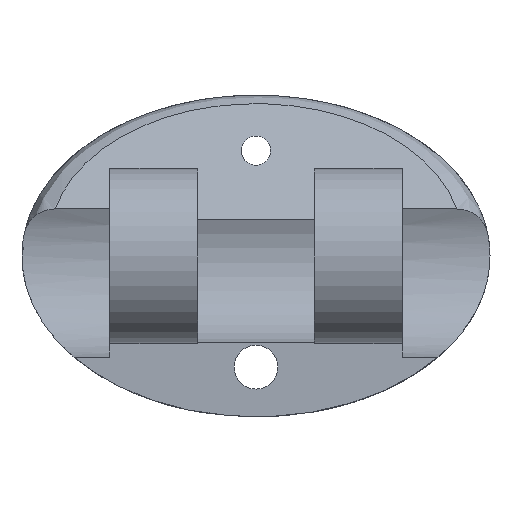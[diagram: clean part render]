
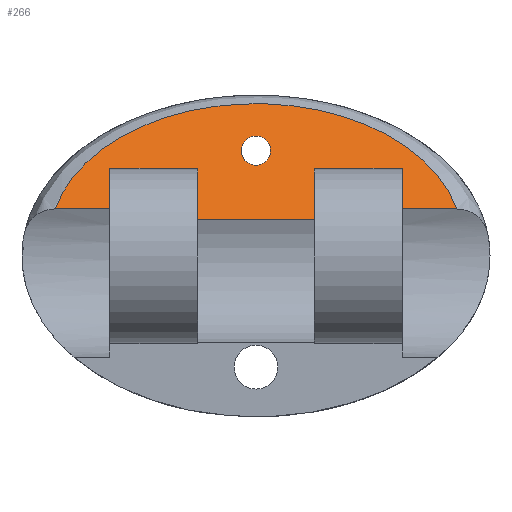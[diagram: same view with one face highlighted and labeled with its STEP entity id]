
A CAD part, front view. The second image highlights one B-rep face of the part: STEP entity #266.
In plain terms, the highlighted planar face has unit normal (0, -0.707, 0.707).
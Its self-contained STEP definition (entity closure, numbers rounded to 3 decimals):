
#7 = VERTEX_POINT ( 'NONE', #1807 ) ;
#27 = CARTESIAN_POINT ( 'NONE',  ( 1.908, 6.041, 5.041 ) ) ;
#35 = CARTESIAN_POINT ( 'NONE',  ( 6.14, 3.856, 2.856 ) ) ;
#51 = DIRECTION ( 'NONE',  ( 0., 0.707, 0.707 ) ) ;
#52 = VECTOR ( 'NONE', #1112, 1000. ) ;
#64 = CARTESIAN_POINT ( 'NONE',  ( 5., 2.234, 1.234 ) ) ;
#74 = VERTEX_POINT ( 'NONE', #1520 ) ;
#109 = VECTOR ( 'NONE', #1815, 1000. ) ;
#118 = CARTESIAN_POINT ( 'NONE',  ( -3.995, 5.394, 4.394 ) ) ;
#149 = CARTESIAN_POINT ( 'NONE',  ( -6.854, 2.608, 1.608 ) ) ;
#151 = ORIENTED_EDGE ( 'NONE', *, *, #1025, .T. ) ;
#157 = CARTESIAN_POINT ( 'NONE',  ( 6.767, 2.875, 1.875 ) ) ;
#168 = CARTESIAN_POINT ( 'NONE',  ( -1.894, 6.044, 5.044 ) ) ;
#184 = CARTESIAN_POINT ( 'NONE',  ( 0.388, 6.207, 5.207 ) ) ;
#190 = AXIS2_PLACEMENT_3D ( 'NONE', #1429, #288, #1866 ) ;
#208 = ORIENTED_EDGE ( 'NONE', *, *, #1691, .F. ) ;
#211 = CARTESIAN_POINT ( 'NONE',  ( 0., 4.1, 3.1 ) ) ;
#244 = DIRECTION ( 'NONE',  ( -1., 0., 0. ) ) ;
#253 = VECTOR ( 'NONE', #1521, 1000. ) ;
#263 = FACE_OUTER_BOUND ( 'NONE', #1701, .T. ) ;
#266 = ADVANCED_FACE ( 'NONE', ( #1572, #263 ), #862, .F. ) ;
#288 = DIRECTION ( 'NONE',  ( 0., 0.707, -0.707 ) ) ;
#309 = CARTESIAN_POINT ( 'NONE',  ( 6.329, 3.622, 2.622 ) ) ;
#314 = VECTOR ( 'NONE', #718, 1000. ) ;
#320 = CARTESIAN_POINT ( 'NONE',  ( 5.453, 4.513, 3.513 ) ) ;
#334 = CARTESIAN_POINT ( 'NONE',  ( -1., 5.1, 4.1 ) ) ;
#336 = CARTESIAN_POINT ( 'NONE',  ( -0.375, 6.207, 5.207 ) ) ;
#396 = EDGE_CURVE ( 'NONE', #956, #1410, #1016, .T. ) ;
#409 = EDGE_CURVE ( 'NONE', #7, #74, #460, .T. ) ;
#424 = CARTESIAN_POINT ( 'NONE',  ( -2., 2.234, 1.234 ) ) ;
#460 = LINE ( 'NONE', #1050, #1537 ) ;
#474 = CARTESIAN_POINT ( 'NONE',  ( 3.999, 5.386, 4.386 ) ) ;
#476 = VERTEX_POINT ( 'NONE', #1235 ) ;
#485 = CARTESIAN_POINT ( 'NONE',  ( 6.854, 2.608, 1.608 ) ) ;
#488 = VERTEX_POINT ( 'NONE', #1250 ) ;
#527 = LINE ( 'NONE', #1113, #109 ) ;
#530 = EDGE_CURVE ( 'NONE', #1410, #956, #1714, .T. ) ;
#544 = CARTESIAN_POINT ( 'NONE',  ( -4.614, 5.078, 4.078 ) ) ;
#586 = EDGE_CURVE ( 'NONE', #74, #1539, #527, .T. ) ;
#598 = CARTESIAN_POINT ( 'NONE',  ( 0.769, 6.187, 5.187 ) ) ;
#605 = CARTESIAN_POINT ( 'NONE',  ( -2.621, 5.881, 4.881 ) ) ;
#614 = CARTESIAN_POINT ( 'NONE',  ( 6.642, 3.132, 2.132 ) ) ;
#622 = EDGE_CURVE ( 'NONE', #1625, #1324, #1548, .T. ) ;
#637 = CARTESIAN_POINT ( 'NONE',  ( -3.667, 5.535, 4.535 ) ) ;
#642 = B_SPLINE_CURVE_WITH_KNOTS ( 'NONE', 3,
 ( #485, #157, #614, #309, #35, #744, #320, #900, #910, #1479, #474, #755, #1319, #1068, #1639, #27, #1631, #598, #184, #336, #1611, #1470, #168, #605, #1187, #637, #118, #544, #1216, #700, #1134, #1497, #1830, #1839, #1855, #1255 ),
 .UNSPECIFIED., .F., .F.,
 ( 4, 2, 2, 2, 2, 2, 2, 2, 2, 2, 2, 2, 2, 2, 2, 2, 2, 4 ),
 ( 0.002, 0.003, 0.005, 0.006, 0.007, 0.007, 0.008, 0.009, 0.01, 0.012, 0.013, 0.014, 0.015, 0.016, 0.017, 0.019, 0.02, 0.021 ),
 .UNSPECIFIED. ) ;
#669 = LINE ( 'NONE', #1405, #253 ) ;
#695 = CARTESIAN_POINT ( 'NONE',  ( 0., 4.1, 3.1 ) ) ;
#700 = CARTESIAN_POINT ( 'NONE',  ( -5.451, 4.514, 3.514 ) ) ;
#718 = DIRECTION ( 'NONE',  ( 1., 0., 0. ) ) ;
#742 = CARTESIAN_POINT ( 'NONE',  ( -1., 4.1, 3.1 ) ) ;
#744 = CARTESIAN_POINT ( 'NONE',  ( 5.699, 4.305, 3.305 ) ) ;
#755 = CARTESIAN_POINT ( 'NONE',  ( 3.67, 5.527, 4.527 ) ) ;
#816 = CARTESIAN_POINT ( 'NONE',  ( 1., 4.1, 3.1 ) ) ;
#828 = CARTESIAN_POINT ( 'NONE',  ( 1., 5.1, 4.1 ) ) ;
#858 = LINE ( 'NONE', #424, #314 ) ;
#861 = CARTESIAN_POINT ( 'NONE',  ( 2., 2.234, 1.234 ) ) ;
#862 = PLANE ( 'NONE',  #190 ) ;
#874 = EDGE_CURVE ( 'NONE', #476, #1539, #642, .T. ) ;
#894 = EDGE_CURVE ( 'NONE', #476, #488, #1402, .T. ) ;
#900 = CARTESIAN_POINT ( 'NONE',  ( 4.917, 4.896, 3.896 ) ) ;
#910 = CARTESIAN_POINT ( 'NONE',  ( 4.627, 5.071, 4.071 ) ) ;
#956 = VERTEX_POINT ( 'NONE', #975 ) ;
#975 = CARTESIAN_POINT ( 'NONE',  ( 0., 5.1, 4.1 ) ) ;
#1016 =( BOUNDED_CURVE ( )  B_SPLINE_CURVE ( 3, ( #1637, #334, #742, #1785 ),
 .UNSPECIFIED., .F., .F. ) 
 B_SPLINE_CURVE_WITH_KNOTS ( ( 4, 4 ),
 ( 3.142, 6.283 ),
 .UNSPECIFIED. ) 
 CURVE ( )  GEOMETRIC_REPRESENTATION_ITEM ( )  RATIONAL_B_SPLINE_CURVE ( ( 1., 0.333, 0.333, 1. ) ) 
 REPRESENTATION_ITEM ( '' )  );
#1025 = EDGE_CURVE ( 'NONE', #7, #1190, #1598, .T. ) ;
#1050 = CARTESIAN_POINT ( 'NONE',  ( -5., 1., 0. ) ) ;
#1068 = CARTESIAN_POINT ( 'NONE',  ( 2.992, 5.774, 4.774 ) ) ;
#1086 = CARTESIAN_POINT ( 'NONE',  ( 0., 5.1, 4.1 ) ) ;
#1104 = CARTESIAN_POINT ( 'NONE',  ( 5., 2.234, 1.234 ) ) ;
#1112 = DIRECTION ( 'NONE',  ( -1., 0., 0. ) ) ;
#1113 = CARTESIAN_POINT ( 'NONE',  ( -15., 2.608, 1.608 ) ) ;
#1134 = CARTESIAN_POINT ( 'NONE',  ( -5.697, 4.307, 3.307 ) ) ;
#1184 = EDGE_LOOP ( 'NONE', ( #1300, #1646 ) ) ;
#1187 = CARTESIAN_POINT ( 'NONE',  ( -2.976, 5.78, 4.78 ) ) ;
#1190 = VERTEX_POINT ( 'NONE', #1430 ) ;
#1197 = VECTOR ( 'NONE', #244, 1000. ) ;
#1203 = ORIENTED_EDGE ( 'NONE', *, *, #622, .F. ) ;
#1216 = CARTESIAN_POINT ( 'NONE',  ( -4.908, 4.902, 3.902 ) ) ;
#1235 = CARTESIAN_POINT ( 'NONE',  ( 6.854, 2.608, 1.608 ) ) ;
#1250 = CARTESIAN_POINT ( 'NONE',  ( 5., 2.608, 1.608 ) ) ;
#1255 = CARTESIAN_POINT ( 'NONE',  ( -6.854, 2.608, 1.608 ) ) ;
#1300 = ORIENTED_EDGE ( 'NONE', *, *, #530, .F. ) ;
#1302 = CARTESIAN_POINT ( 'NONE',  ( -5., 2.234, 1.234 ) ) ;
#1319 = CARTESIAN_POINT ( 'NONE',  ( 3.503, 5.593, 4.593 ) ) ;
#1324 = VERTEX_POINT ( 'NONE', #861 ) ;
#1402 = LINE ( 'NONE', #1797, #52 ) ;
#1405 = CARTESIAN_POINT ( 'NONE',  ( 5., 1., 0. ) ) ;
#1408 = VECTOR ( 'NONE', #1446, 1000. ) ;
#1410 = VERTEX_POINT ( 'NONE', #695 ) ;
#1429 = CARTESIAN_POINT ( 'NONE',  ( -18., 1., 0. ) ) ;
#1430 = CARTESIAN_POINT ( 'NONE',  ( -2., 2.234, 1.234 ) ) ;
#1446 = DIRECTION ( 'NONE',  ( 1., 0., 0. ) ) ;
#1470 = CARTESIAN_POINT ( 'NONE',  ( -1.521, 6.105, 5.105 ) ) ;
#1479 = CARTESIAN_POINT ( 'NONE',  ( 4.16, 5.31, 4.31 ) ) ;
#1497 = CARTESIAN_POINT ( 'NONE',  ( -6.134, 3.862, 2.862 ) ) ;
#1520 = CARTESIAN_POINT ( 'NONE',  ( -5., 2.608, 1.608 ) ) ;
#1521 = DIRECTION ( 'NONE',  ( 0., -0.707, -0.707 ) ) ;
#1537 = VECTOR ( 'NONE', #51, 1000. ) ;
#1539 = VERTEX_POINT ( 'NONE', #149 ) ;
#1548 = LINE ( 'NONE', #1104, #1197 ) ;
#1551 = EDGE_CURVE ( 'NONE', #1190, #1324, #858, .T. ) ;
#1572 = FACE_BOUND ( 'NONE', #1184, .T. ) ;
#1577 = ORIENTED_EDGE ( 'NONE', *, *, #409, .F. ) ;
#1598 = LINE ( 'NONE', #1302, #1408 ) ;
#1599 = ORIENTED_EDGE ( 'NONE', *, *, #874, .T. ) ;
#1611 = CARTESIAN_POINT ( 'NONE',  ( -0.759, 6.187, 5.187 ) ) ;
#1625 = VERTEX_POINT ( 'NONE', #64 ) ;
#1631 = CARTESIAN_POINT ( 'NONE',  ( 1.528, 6.104, 5.104 ) ) ;
#1637 = CARTESIAN_POINT ( 'NONE',  ( 0., 5.1, 4.1 ) ) ;
#1639 = CARTESIAN_POINT ( 'NONE',  ( 2.639, 5.876, 4.876 ) ) ;
#1646 = ORIENTED_EDGE ( 'NONE', *, *, #396, .F. ) ;
#1691 = EDGE_CURVE ( 'NONE', #488, #1625, #669, .T. ) ;
#1701 = EDGE_LOOP ( 'NONE', ( #1755, #1577, #151, #1829, #1203, #208, #1790, #1599 ) ) ;
#1714 =( BOUNDED_CURVE ( )  B_SPLINE_CURVE ( 3, ( #211, #816, #828, #1086 ),
 .UNSPECIFIED., .F., .F. ) 
 B_SPLINE_CURVE_WITH_KNOTS ( ( 4, 4 ),
 ( 0., 3.142 ),
 .UNSPECIFIED. ) 
 CURVE ( )  GEOMETRIC_REPRESENTATION_ITEM ( )  RATIONAL_B_SPLINE_CURVE ( ( 1., 0.333, 0.333, 1. ) ) 
 REPRESENTATION_ITEM ( '' )  );
#1755 = ORIENTED_EDGE ( 'NONE', *, *, #586, .F. ) ;
#1785 = CARTESIAN_POINT ( 'NONE',  ( 0., 4.1, 3.1 ) ) ;
#1790 = ORIENTED_EDGE ( 'NONE', *, *, #894, .F. ) ;
#1797 = CARTESIAN_POINT ( 'NONE',  ( 15., 2.608, 1.608 ) ) ;
#1807 = CARTESIAN_POINT ( 'NONE',  ( -5., 2.234, 1.234 ) ) ;
#1815 = DIRECTION ( 'NONE',  ( -1., 0., 0. ) ) ;
#1829 = ORIENTED_EDGE ( 'NONE', *, *, #1551, .T. ) ;
#1830 = CARTESIAN_POINT ( 'NONE',  ( -6.328, 3.623, 2.623 ) ) ;
#1839 = CARTESIAN_POINT ( 'NONE',  ( -6.644, 3.129, 2.129 ) ) ;
#1855 = CARTESIAN_POINT ( 'NONE',  ( -6.767, 2.873, 1.873 ) ) ;
#1866 = DIRECTION ( 'NONE',  ( 0., 0.707, 0.707 ) ) ;
